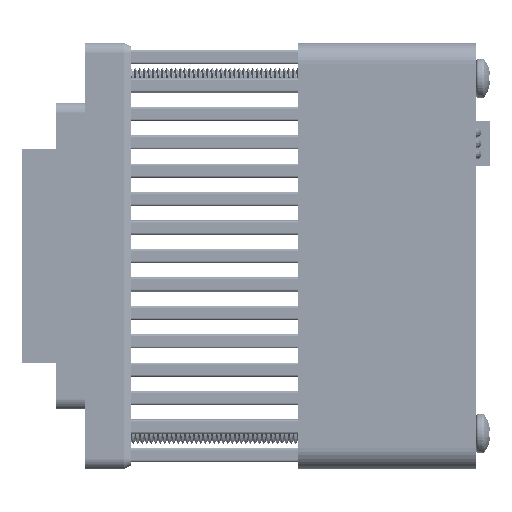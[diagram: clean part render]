
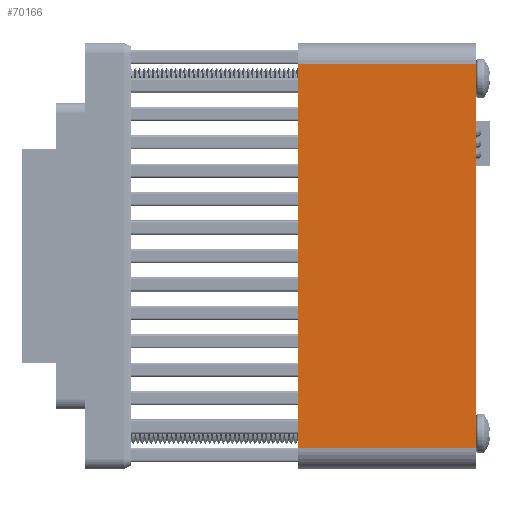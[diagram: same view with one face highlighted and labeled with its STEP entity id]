
A CAD part, left-side view. The second image highlights one B-rep face of the part: STEP entity #70166.
In plain terms, the highlighted planar face has unit normal (-1, 0, 0).
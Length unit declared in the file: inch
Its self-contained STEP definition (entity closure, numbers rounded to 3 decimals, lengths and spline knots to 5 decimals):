
#2433 = VERTEX_POINT ( 'NONE', #153256 ) ;
#4714 = LINE ( 'NONE', #94757, #158863 ) ;
#7147 = DIRECTION ( 'NONE',  ( 0., -1., 0. ) ) ;
#12234 = CARTESIAN_POINT ( 'NONE',  ( -3.23791, -1.59583, -0.53703 ) ) ;
#25537 = CARTESIAN_POINT ( 'NONE',  ( -3.23791, -1.59583, -0.53703 ) ) ;
#28713 = VECTOR ( 'NONE', #116861, 39.37008 ) ;
#35120 = VECTOR ( 'NONE', #7147, 39.37008 ) ;
#38448 = EDGE_CURVE ( 'NONE', #153865, #129606, #64551, .T. ) ;
#41452 = CARTESIAN_POINT ( 'NONE',  ( -3.23791, -1.59583, 1.70707 ) ) ;
#45015 = DIRECTION ( 'NONE',  ( 0., 1., 0. ) ) ;
#52134 = PLANE ( 'NONE',  #163878 ) ;
#53147 = DIRECTION ( 'NONE',  ( 0., 0., 1. ) ) ;
#55739 = EDGE_CURVE ( 'NONE', #129606, #2433, #4714, .T. ) ;
#63298 = DIRECTION ( 'NONE',  ( 0., 0., -1. ) ) ;
#64551 = LINE ( 'NONE', #12234, #28713 ) ;
#66854 = LINE ( 'NONE', #157817, #94419 ) ;
#70166 = ADVANCED_FACE ( 'NONE', ( #167191 ), #52134, .T. ) ;
#73340 = EDGE_CURVE ( 'NONE', #90267, #2433, #66854, .T. ) ;
#90267 = VERTEX_POINT ( 'NONE', #162805 ) ;
#94419 = VECTOR ( 'NONE', #53147, 39.37008 ) ;
#94757 = CARTESIAN_POINT ( 'NONE',  ( -3.23791, -0.61158, 1.70707 ) ) ;
#95763 = ORIENTED_EDGE ( 'NONE', *, *, #73340, .F. ) ;
#101890 = DIRECTION ( 'NONE',  ( -1., 0., 0. ) ) ;
#102956 = EDGE_CURVE ( 'NONE', #90267, #153865, #122993, .T. ) ;
#107144 = ORIENTED_EDGE ( 'NONE', *, *, #38448, .T. ) ;
#116861 = DIRECTION ( 'NONE',  ( 0., 0., 1. ) ) ;
#122993 = LINE ( 'NONE', #151295, #35120 ) ;
#129606 = VERTEX_POINT ( 'NONE', #41452 ) ;
#130242 = EDGE_LOOP ( 'NONE', ( #95763, #164184, #107144, #138111 ) ) ;
#138111 = ORIENTED_EDGE ( 'NONE', *, *, #55739, .T. ) ;
#151295 = CARTESIAN_POINT ( 'NONE',  ( -3.23791, -1.59583, -0.41892 ) ) ;
#153256 = CARTESIAN_POINT ( 'NONE',  ( -3.23791, -0.61158, 1.70707 ) ) ;
#153865 = VERTEX_POINT ( 'NONE', #169745 ) ;
#157817 = CARTESIAN_POINT ( 'NONE',  ( -3.23791, -0.61158, -0.53703 ) ) ;
#158863 = VECTOR ( 'NONE', #45015, 39.37008 ) ;
#162805 = CARTESIAN_POINT ( 'NONE',  ( -3.23791, -0.61158, -0.41892 ) ) ;
#163878 = AXIS2_PLACEMENT_3D ( 'NONE', #25537, #101890, #63298 ) ;
#164184 = ORIENTED_EDGE ( 'NONE', *, *, #102956, .T. ) ;
#167191 = FACE_OUTER_BOUND ( 'NONE', #130242, .T. ) ;
#169745 = CARTESIAN_POINT ( 'NONE',  ( -3.23791, -1.59583, -0.41892 ) ) ;
